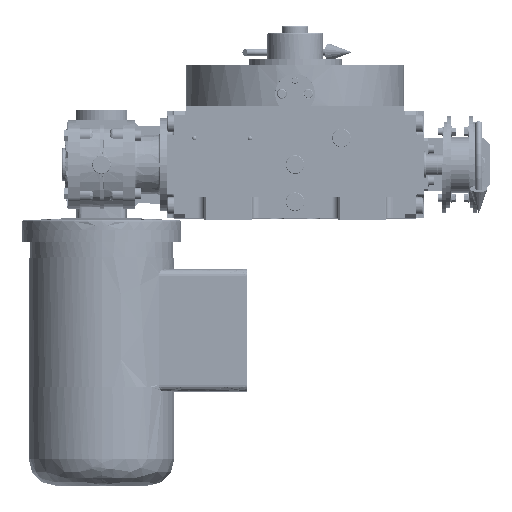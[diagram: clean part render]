
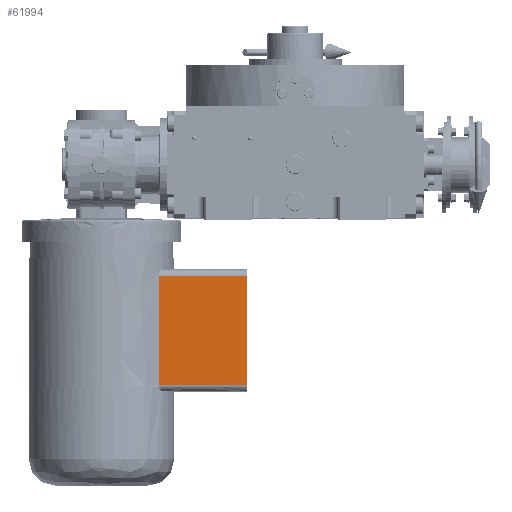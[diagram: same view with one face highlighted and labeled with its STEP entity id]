
A CAD part, top view. The second image highlights one B-rep face of the part: STEP entity #61994.
In plain terms, the highlighted free-form (B-spline) face has degree [1, 1] with [2, 2] control points.
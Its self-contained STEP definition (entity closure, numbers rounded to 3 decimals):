
#7347 = CARTESIAN_POINT ( 'NONE',  ( 43.232, 55., -34. ) ) ;
#8166 = EDGE_CURVE ( 'NONE', #60249, #96564, #62953, .T. ) ;
#12655 = EDGE_CURVE ( 'NONE', #139656, #60249, #112438, .T. ) ;
#16734 =( BOUNDED_CURVE ( )  B_SPLINE_CURVE ( 1, ( #46889, #25524 ),
 .UNSPECIFIED., .F., .F. ) 
 B_SPLINE_CURVE_WITH_KNOTS ( ( 2, 2 ),
 ( 0., 1. ),
 .UNSPECIFIED. ) 
 CURVE ( )  GEOMETRIC_REPRESENTATION_ITEM ( )  RATIONAL_B_SPLINE_CURVE ( ( 0.56, 0.56 ) ) 
 REPRESENTATION_ITEM ( '' )  );
#17546 = B_SPLINE_CURVE_WITH_KNOTS ( 'NONE', 1,
 ( #7347, #80075 ),
 .UNSPECIFIED., .F., .F.,
 ( 2, 2 ),
 ( 0., 1. ),
 .UNSPECIFIED. ) ;
#21518 = CARTESIAN_POINT ( 'NONE',  ( 43.232, 55., -34. ) ) ;
#25460 = VERTEX_POINT ( 'NONE', #21518 ) ;
#25486 = EDGE_CURVE ( 'NONE', #25460, #96564, #17546, .T. ) ;
#25524 = CARTESIAN_POINT ( 'NONE',  ( 43.232, 55., -34. ) ) ;
#32666 = CARTESIAN_POINT ( 'NONE',  ( 43.232, 137., -34. ) ) ;
#39247 = ORIENTED_EDGE ( 'NONE', *, *, #8166, .T. ) ;
#45965 = FACE_OUTER_BOUND ( 'NONE', #47592, .T. ) ;
#46889 = CARTESIAN_POINT ( 'NONE',  ( 43.232, 137., -34. ) ) ;
#47592 = EDGE_LOOP ( 'NONE', ( #128015, #39247, #97243, #97627 ) ) ;
#60249 = VERTEX_POINT ( 'NONE', #95896 ) ;
#61994 = ADVANCED_FACE ( 'NONE', ( #45965 ), #154428, .T. ) ;
#62953 = B_SPLINE_CURVE_WITH_KNOTS ( 'NONE', 1,
 ( #78780, #65417 ),
 .UNSPECIFIED., .F., .F.,
 ( 2, 2 ),
 ( 0., 1. ),
 .UNSPECIFIED. ) ;
#65417 = CARTESIAN_POINT ( 'NONE',  ( 110., 55., -34. ) ) ;
#75726 = CARTESIAN_POINT ( 'NONE',  ( 110., 55., -34. ) ) ;
#78780 = CARTESIAN_POINT ( 'NONE',  ( 110., 137., -34. ) ) ;
#80075 = CARTESIAN_POINT ( 'NONE',  ( 110., 55., -34. ) ) ;
#83940 = CARTESIAN_POINT ( 'NONE',  ( 110., 55., -34. ) ) ;
#95205 = CARTESIAN_POINT ( 'NONE',  ( 110., 137., -34. ) ) ;
#95857 = CARTESIAN_POINT ( 'NONE',  ( 43.232, 137., -34. ) ) ;
#95896 = CARTESIAN_POINT ( 'NONE',  ( 110., 137., -34. ) ) ;
#96564 = VERTEX_POINT ( 'NONE', #75726 ) ;
#97243 = ORIENTED_EDGE ( 'NONE', *, *, #25486, .F. ) ;
#97627 = ORIENTED_EDGE ( 'NONE', *, *, #155287, .F. ) ;
#98658 = CARTESIAN_POINT ( 'NONE',  ( 43.232, 137., -34. ) ) ;
#107736 = CARTESIAN_POINT ( 'NONE',  ( 110., 137., -34. ) ) ;
#112438 = B_SPLINE_CURVE_WITH_KNOTS ( 'NONE', 1,
 ( #32666, #95205 ),
 .UNSPECIFIED., .F., .F.,
 ( 2, 2 ),
 ( 0., 1. ),
 .UNSPECIFIED. ) ;
#128015 = ORIENTED_EDGE ( 'NONE', *, *, #12655, .T. ) ;
#139656 = VERTEX_POINT ( 'NONE', #98658 ) ;
#154411 = CARTESIAN_POINT ( 'NONE',  ( 43.232, 55., -34. ) ) ;
#154428 = B_SPLINE_SURFACE_WITH_KNOTS ( 'NONE', 1, 1, ( 
 ( #83940, #107736 ),
 ( #154411, #95857 ) ),
 .UNSPECIFIED., .F., .F., .F.,
 ( 2, 2 ),
 ( 2, 2 ),
 ( 0., 1. ),
 ( 0., 1. ),
 .UNSPECIFIED. ) ;
#155287 = EDGE_CURVE ( 'NONE', #139656, #25460, #16734, .T. ) ;
